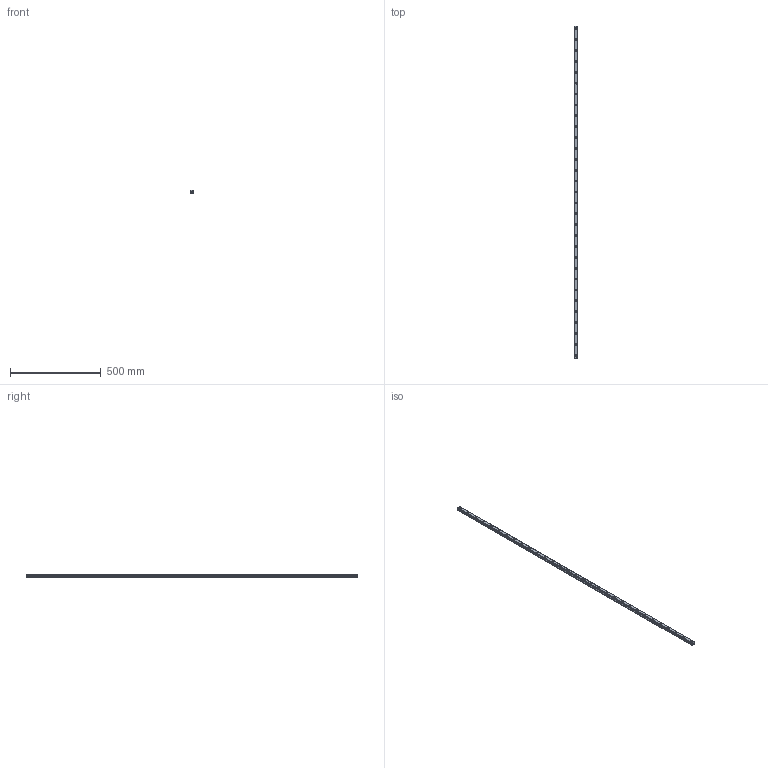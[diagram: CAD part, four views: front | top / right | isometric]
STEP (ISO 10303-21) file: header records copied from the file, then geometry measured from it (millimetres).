
FILE_DESCRIPTION(('STEP AP214'),'1');
FILE_NAME('cctmp_F36F8342-1C34-4F49-BD66-92118D274020_2020_5_18_13_52_54_327..stp','2020-05-18T11:52:54',('HIWIN GmbH'),('CADClick - www.CADClick.com'),'Spatial InterOp 3D',' ','unknown authorization');
FILE_SCHEMA(('AUTOMOTIVE_DESIGN'));
Length unit declared in the file: millimetre
Products named in the file (1): HGR20R1830H_FILE
Bounding box: 20 x 1830 x 17.5 mm (x, y, z)
Volume: 522781.2 mm3; surface area: 155652 mm2
Topology: 1 solids, 1 shells, 386 faces, 861 edges, 574 vertices
Faces by surface type: cylinder 208, plane 178
Entity records: 13993 total; most frequent: DIRECTION 2051, CARTESIAN_POINT 1822, ORIENTED_EDGE 1722, EDGE_CURVE 861, AXIS2_PLACEMENT_3D 803, VERTEX_POINT 574, EDGE_LOOP 483, LINE 445
